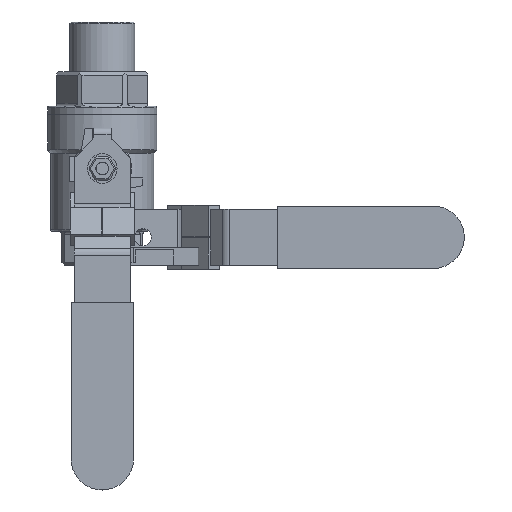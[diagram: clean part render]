
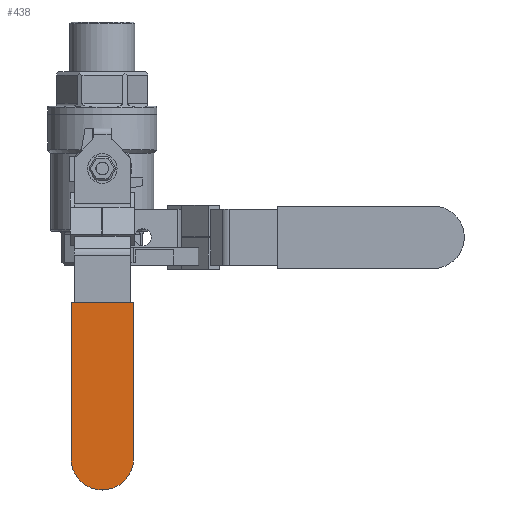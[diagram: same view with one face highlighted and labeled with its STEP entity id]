
A CAD part, top view. The second image highlights one B-rep face of the part: STEP entity #438.
In plain terms, the highlighted face is planar.
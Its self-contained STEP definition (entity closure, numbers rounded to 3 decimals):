
#438 = ADVANCED_FACE( '', ( #993 ), #994, .F. );
#993 = FACE_OUTER_BOUND( '', #1721, .T. );
#994 = PLANE( '', #1722 );
#1721 = EDGE_LOOP( '', ( #3245, #3246, #3247, #3248 ) );
#1722 = AXIS2_PLACEMENT_3D( '', #3249, #3250, #3251 );
#3245 = ORIENTED_EDGE( '', *, *, #4705, .T. );
#3246 = ORIENTED_EDGE( '', *, *, #4706, .F. );
#3247 = ORIENTED_EDGE( '', *, *, #4587, .F. );
#3248 = ORIENTED_EDGE( '', *, *, #4551, .F. );
#3249 = CARTESIAN_POINT( '', ( 0., 0., 0. ) );
#3250 = DIRECTION( '', ( 0., 1., 0. ) );
#3251 = DIRECTION( '', ( 0., 0., 1. ) );
#4551 = EDGE_CURVE( '', #5454, #5456, #5457, .T. );
#4587 = EDGE_CURVE( '', #5456, #5513, #5514, .T. );
#4705 = EDGE_CURVE( '', #5454, #5685, #5686, .F. );
#4706 = EDGE_CURVE( '', #5513, #5685, #5687, .T. );
#5454 = VERTEX_POINT( '', #6860 );
#5456 = VERTEX_POINT( '', #6863 );
#5457 = LINE( '', #6864, #6865 );
#5513 = VERTEX_POINT( '', #6966 );
#5514 = LINE( '', #6967, #6968 );
#5685 = VERTEX_POINT( '', #7252 );
#5686 = CIRCLE( '', #7253, 10. );
#5687 = LINE( '', #7254, #7255 );
#6860 = CARTESIAN_POINT( '', ( 10., 0., 20. ) );
#6863 = CARTESIAN_POINT( '', ( 60., 0., 20. ) );
#6864 = CARTESIAN_POINT( '', ( 0., 0., 20. ) );
#6865 = VECTOR( '', #8463, 1000. );
#6966 = CARTESIAN_POINT( '', ( 60., 0., 0. ) );
#6967 = CARTESIAN_POINT( '', ( 60., 0., 20. ) );
#6968 = VECTOR( '', #8494, 1000. );
#7252 = CARTESIAN_POINT( '', ( 10., 0., 0. ) );
#7253 = AXIS2_PLACEMENT_3D( '', #8619, #8620, #8621 );
#7254 = CARTESIAN_POINT( '', ( 60., 0., 0. ) );
#7255 = VECTOR( '', #8622, 1000. );
#8463 = DIRECTION( '', ( 1., 0., 0. ) );
#8494 = DIRECTION( '', ( 0., 0., -1. ) );
#8619 = CARTESIAN_POINT( '', ( 10., 0., 10. ) );
#8620 = DIRECTION( '', ( 0., 1., 0. ) );
#8621 = DIRECTION( '', ( 0., 0., 1. ) );
#8622 = DIRECTION( '', ( -1., 0., 0. ) );
